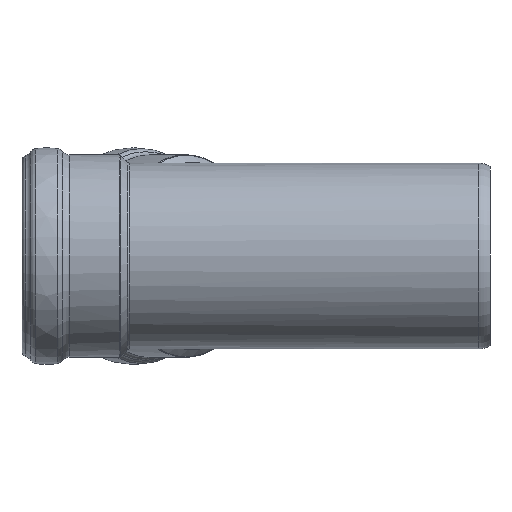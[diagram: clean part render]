
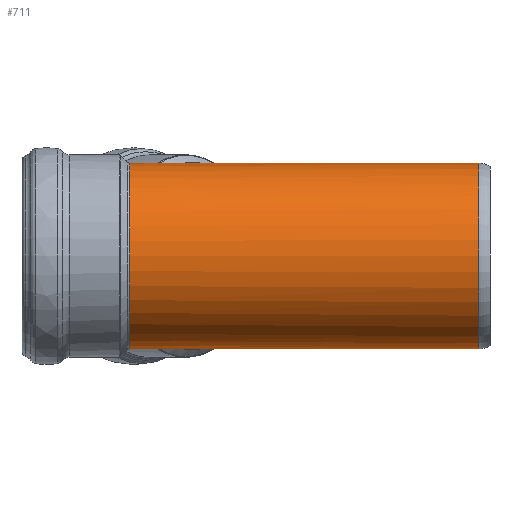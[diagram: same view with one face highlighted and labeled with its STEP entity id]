
A CAD part, left-side view. The second image highlights one B-rep face of the part: STEP entity #711.
In plain terms, the highlighted cylindrical face has radius 55.2 mm (diameter 110.4 mm), a full revolution.
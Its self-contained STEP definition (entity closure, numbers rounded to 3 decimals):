
#45=ELLIPSE('',#784,59.908,55.2);
#46=ELLIPSE('',#786,146.478,55.2);
#47=ELLIPSE('',#788,146.478,55.2);
#54=CYLINDRICAL_SURFACE('',#785,55.2);
#79=FACE_BOUND('',#193,.T.);
#123=FACE_OUTER_BOUND('',#192,.T.);
#192=EDGE_LOOP('',(#518,#519,#520,#521));
#193=EDGE_LOOP('',(#522));
#291=CIRCLE('',#787,55.2);
#292=CIRCLE('',#789,55.2);
#356=VERTEX_POINT('',#1204);
#357=VERTEX_POINT('',#1205);
#358=VERTEX_POINT('',#1209);
#359=VERTEX_POINT('',#1211);
#360=VERTEX_POINT('',#1214);
#424=EDGE_CURVE('',#357,#356,#45,.T.);
#425=EDGE_CURVE('',#358,#357,#46,.T.);
#426=EDGE_CURVE('',#359,#358,#291,.T.);
#427=EDGE_CURVE('',#356,#359,#47,.T.);
#428=EDGE_CURVE('',#360,#360,#292,.T.);
#518=ORIENTED_EDGE('',*,*,#424,.F.);
#519=ORIENTED_EDGE('',*,*,#425,.F.);
#520=ORIENTED_EDGE('',*,*,#426,.F.);
#521=ORIENTED_EDGE('',*,*,#427,.F.);
#522=ORIENTED_EDGE('',*,*,#428,.T.);
#711=ADVANCED_FACE('',(#123,#79),#54,.T.);
#784=AXIS2_PLACEMENT_3D('',#1207,#925,#926);
#785=AXIS2_PLACEMENT_3D('',#1208,#927,#928);
#786=AXIS2_PLACEMENT_3D('',#1210,#929,#930);
#787=AXIS2_PLACEMENT_3D('',#1212,#931,#932);
#788=AXIS2_PLACEMENT_3D('',#1213,#933,#934);
#789=AXIS2_PLACEMENT_3D('',#1215,#935,#936);
#925=DIRECTION('center_axis',(0.389,0.921,0.));
#926=DIRECTION('ref_axis',(0.921,-0.389,0.));
#927=DIRECTION('center_axis',(0.,1.,0.));
#928=DIRECTION('ref_axis',(-1.,0.,0.));
#929=DIRECTION('center_axis',(0.926,-0.377,0.));
#930=DIRECTION('ref_axis',(0.377,0.926,0.));
#931=DIRECTION('center_axis',(0.,1.,0.));
#932=DIRECTION('ref_axis',(-1.,0.,0.));
#933=DIRECTION('center_axis',(0.926,-0.377,0.));
#934=DIRECTION('ref_axis',(0.377,0.926,0.));
#935=DIRECTION('center_axis',(0.,1.,0.));
#936=DIRECTION('ref_axis',(1.,0.,0.));
#1204=CARTESIAN_POINT('',(0.,86.,-55.2));
#1205=CARTESIAN_POINT('',(0.,86.,55.2));
#1207=CARTESIAN_POINT('Origin',(0.,86.,0.));
#1208=CARTESIAN_POINT('Origin',(0.,110.854,0.));
#1209=CARTESIAN_POINT('',(52.151,214.184,18.093));
#1210=CARTESIAN_POINT('Origin',(0.,86.,0.));
#1211=CARTESIAN_POINT('',(52.151,214.184,-18.093));
#1212=CARTESIAN_POINT('Origin',(0.,214.184,0.));
#1213=CARTESIAN_POINT('Origin',(0.,86.,0.));
#1214=CARTESIAN_POINT('',(-55.2,6.696,0.));
#1215=CARTESIAN_POINT('Origin',(0.,6.696,0.));
